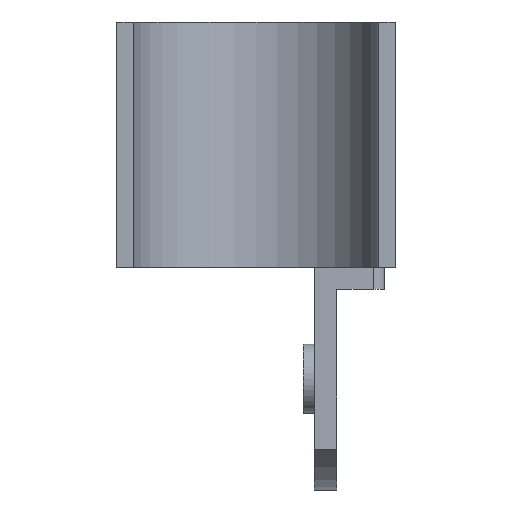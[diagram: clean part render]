
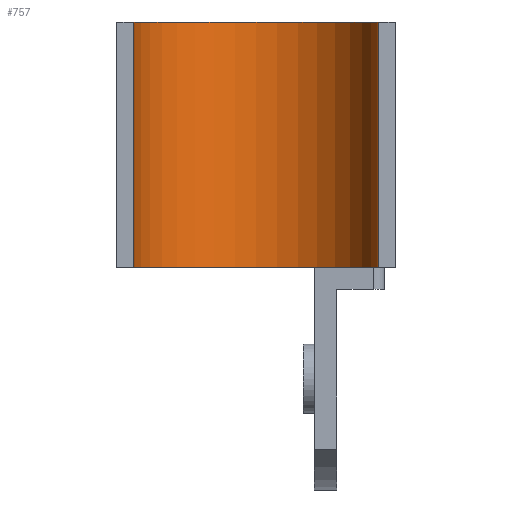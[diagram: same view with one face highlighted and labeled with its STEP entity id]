
A CAD part, front view. The second image highlights one B-rep face of the part: STEP entity #757.
In plain terms, the highlighted cylindrical face has radius 11 mm (diameter 22 mm), a partial arc.
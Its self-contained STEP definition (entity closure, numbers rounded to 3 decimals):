
#84=FACE_OUTER_BOUND('',#129,.T.);
#129=EDGE_LOOP('',(#693,#694,#695,#696));
#213=LINE('',#1256,#295);
#214=LINE('',#1259,#296);
#295=VECTOR('',#1035,10.);
#296=VECTOR('',#1040,10.);
#304=CIRCLE('',#793,11.);
#312=CIRCLE('',#803,11.);
#360=VERTEX_POINT('',#1147);
#361=VERTEX_POINT('',#1149);
#381=VERTEX_POINT('',#1194);
#382=VERTEX_POINT('',#1196);
#441=EDGE_CURVE('',#360,#361,#304,.T.);
#465=EDGE_CURVE('',#381,#382,#312,.T.);
#495=EDGE_CURVE('',#360,#382,#213,.T.);
#496=EDGE_CURVE('',#361,#381,#214,.T.);
#693=ORIENTED_EDGE('',*,*,#441,.F.);
#694=ORIENTED_EDGE('',*,*,#495,.T.);
#695=ORIENTED_EDGE('',*,*,#465,.F.);
#696=ORIENTED_EDGE('',*,*,#496,.F.);
#720=CYLINDRICAL_SURFACE('',#834,11.);
#757=ADVANCED_FACE('',(#84),#720,.F.);
#793=AXIS2_PLACEMENT_3D('',#1150,#919,#920);
#803=AXIS2_PLACEMENT_3D('',#1197,#955,#956);
#834=AXIS2_PLACEMENT_3D('',#1258,#1038,#1039);
#919=DIRECTION('center_axis',(0.,0.,1.));
#920=DIRECTION('ref_axis',(1.,0.,0.));
#955=DIRECTION('center_axis',(0.,0.,-1.));
#956=DIRECTION('ref_axis',(1.,0.,0.));
#1035=DIRECTION('',(0.,0.,1.));
#1038=DIRECTION('center_axis',(0.,0.,1.));
#1039=DIRECTION('ref_axis',(1.,0.,0.));
#1040=DIRECTION('',(0.,0.,1.));
#1147=CARTESIAN_POINT('',(21.025,-12.5,0.));
#1149=CARTESIAN_POINT('',(-0.975,-12.5,0.));
#1150=CARTESIAN_POINT('Origin',(10.025,-12.5,0.));
#1194=CARTESIAN_POINT('',(-0.975,-12.5,22.));
#1196=CARTESIAN_POINT('',(21.025,-12.5,22.));
#1197=CARTESIAN_POINT('Origin',(10.025,-12.5,22.));
#1256=CARTESIAN_POINT('',(21.025,-12.5,0.));
#1258=CARTESIAN_POINT('Origin',(10.025,-12.5,0.));
#1259=CARTESIAN_POINT('',(-0.975,-12.5,0.));
